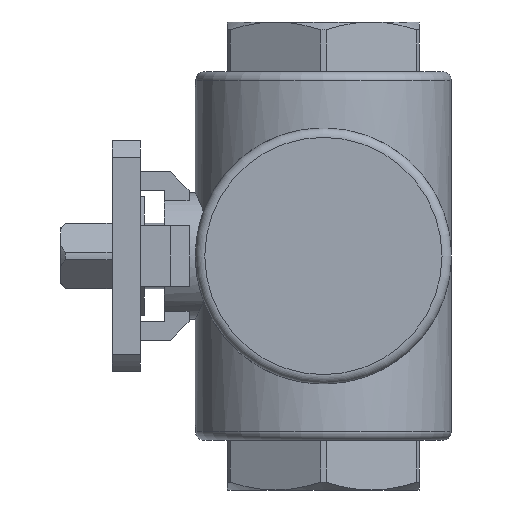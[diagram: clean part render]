
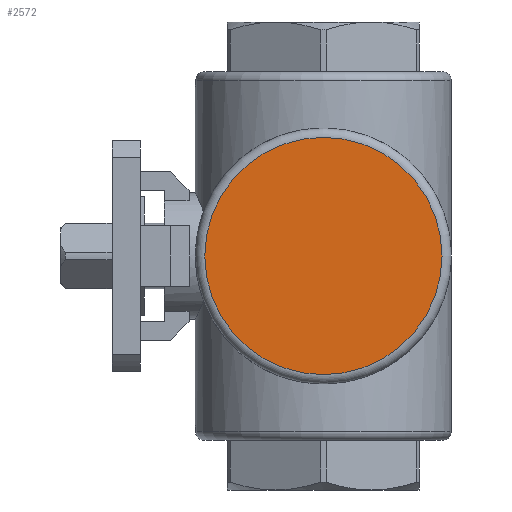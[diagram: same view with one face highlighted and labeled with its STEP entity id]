
A CAD part, left-side view. The second image highlights one B-rep face of the part: STEP entity #2572.
In plain terms, the highlighted planar face has unit normal (-1, 0, 0).
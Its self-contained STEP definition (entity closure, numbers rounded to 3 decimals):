
#33=PLANE('',#2821);
#608=CIRCLE('',#2822,25.35);
#897=ORIENTED_EDGE('',*,*,#1614,.T.);
#1614=EDGE_CURVE('',#1947,#1947,#608,.T.);
#1947=VERTEX_POINT('',#4294);
#2173=EDGE_LOOP('',(#897));
#2364=FACE_BOUND('',#2173,.T.);
#2572=ADVANCED_FACE('',(#2364),#33,.F.);
#2821=AXIS2_PLACEMENT_3D('',#4292,#3308,#3309);
#2822=AXIS2_PLACEMENT_3D('',#4293,#3310,#3311);
#3308=DIRECTION('',(1.,0.,0.));
#3309=DIRECTION('',(0.,1.,0.));
#3310=DIRECTION('',(-1.,0.,0.));
#3311=DIRECTION('',(0.,-1.,0.));
#4292=CARTESIAN_POINT('',(-30.,-25.35,0.));
#4293=CARTESIAN_POINT('',(-30.,0.,0.));
#4294=CARTESIAN_POINT('',(-30.,-25.35,0.));
